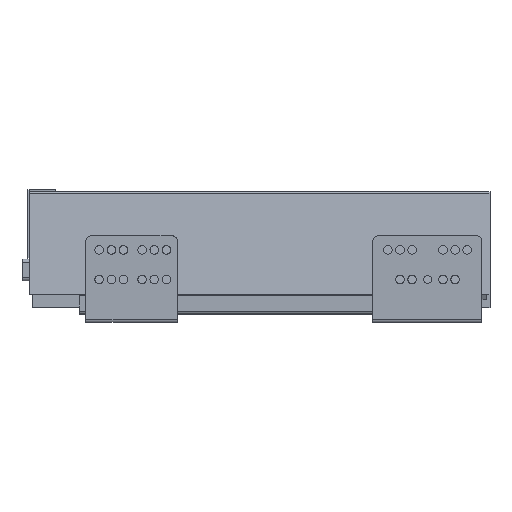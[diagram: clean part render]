
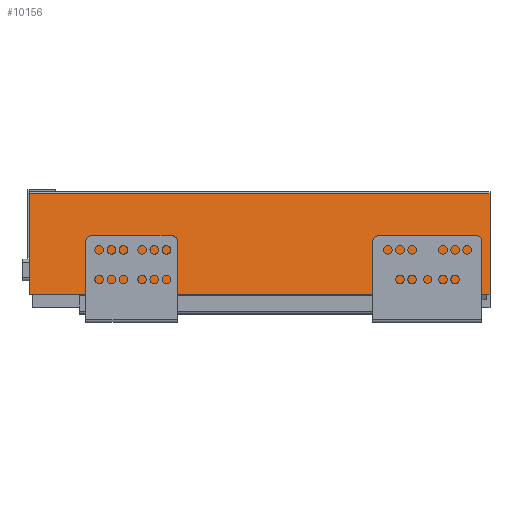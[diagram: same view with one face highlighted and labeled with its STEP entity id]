
A CAD part, top view. The second image highlights one B-rep face of the part: STEP entity #10156.
In plain terms, the highlighted planar face has unit normal (0, 0.139, 0.99).
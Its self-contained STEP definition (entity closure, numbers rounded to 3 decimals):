
#322 = VECTOR ( 'NONE', #4969, 1000. ) ;
#335 = DIRECTION ( 'NONE',  ( 0., 0.139, 0.99 ) ) ;
#397 = LINE ( 'NONE', #10065, #1230 ) ;
#825 = CARTESIAN_POINT ( 'NONE',  ( -343., 75.024, 54.456 ) ) ;
#1230 = VECTOR ( 'NONE', #6783, 1000. ) ;
#1419 = EDGE_LOOP ( 'NONE', ( #6478, #7253, #4877, #1848 ) ) ;
#1603 = EDGE_CURVE ( 'NONE', #9461, #5259, #397, .T. ) ;
#1848 = ORIENTED_EDGE ( 'NONE', *, *, #3610, .T. ) ;
#1882 = PLANE ( 'NONE',  #2245 ) ;
#2211 = VECTOR ( 'NONE', #7132, 1000. ) ;
#2245 = AXIS2_PLACEMENT_3D ( 'NONE', #5821, #335, #6612 ) ;
#2327 = LINE ( 'NONE', #9597, #7618 ) ;
#2398 = LINE ( 'NONE', #4608, #2211 ) ;
#2606 = CARTESIAN_POINT ( 'NONE',  ( -343., 0., 65. ) ) ;
#3168 = DIRECTION ( 'NONE',  ( 0., 0.99, -0.139 ) ) ;
#3610 = EDGE_CURVE ( 'NONE', #9461, #7898, #2398, .T. ) ;
#4608 = CARTESIAN_POINT ( 'NONE',  ( -343., 0., 65. ) ) ;
#4877 = ORIENTED_EDGE ( 'NONE', *, *, #1603, .F. ) ;
#4969 = DIRECTION ( 'NONE',  ( 1., 0., 0. ) ) ;
#5259 = VERTEX_POINT ( 'NONE', #825 ) ;
#5821 = CARTESIAN_POINT ( 'NONE',  ( -343., 0., 65. ) ) ;
#5915 = VERTEX_POINT ( 'NONE', #7401 ) ;
#6478 = ORIENTED_EDGE ( 'NONE', *, *, #8564, .T. ) ;
#6542 = EDGE_CURVE ( 'NONE', #5259, #5915, #9836, .T. ) ;
#6612 = DIRECTION ( 'NONE',  ( 0., 0.99, -0.139 ) ) ;
#6783 = DIRECTION ( 'NONE',  ( 0., 0.99, -0.139 ) ) ;
#7132 = DIRECTION ( 'NONE',  ( 1., 0., 0. ) ) ;
#7253 = ORIENTED_EDGE ( 'NONE', *, *, #6542, .F. ) ;
#7401 = CARTESIAN_POINT ( 'NONE',  ( 0., 75.024, 54.456 ) ) ;
#7494 = FACE_OUTER_BOUND ( 'NONE', #1419, .T. ) ;
#7618 = VECTOR ( 'NONE', #3168, 1000. ) ;
#7898 = VERTEX_POINT ( 'NONE', #9400 ) ;
#8208 = CARTESIAN_POINT ( 'NONE',  ( -343., 75.024, 54.456 ) ) ;
#8564 = EDGE_CURVE ( 'NONE', #7898, #5915, #2327, .T. ) ;
#9400 = CARTESIAN_POINT ( 'NONE',  ( 0., 0., 65. ) ) ;
#9461 = VERTEX_POINT ( 'NONE', #2606 ) ;
#9597 = CARTESIAN_POINT ( 'NONE',  ( 0., 0., 65. ) ) ;
#9836 = LINE ( 'NONE', #8208, #322 ) ;
#10065 = CARTESIAN_POINT ( 'NONE',  ( -343., 0., 65. ) ) ;
#10156 = ADVANCED_FACE ( 'NONE', ( #7494 ), #1882, .T. ) ;
